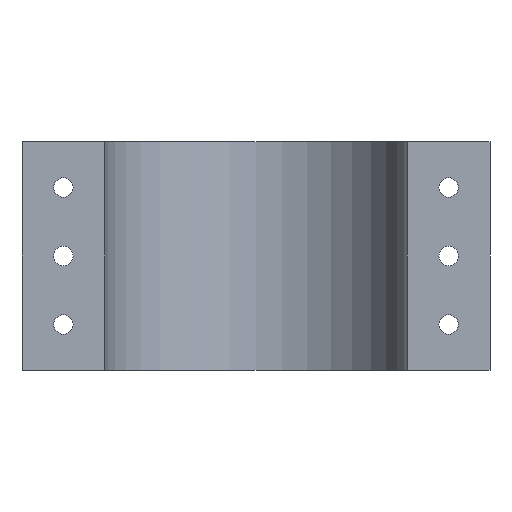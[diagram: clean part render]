
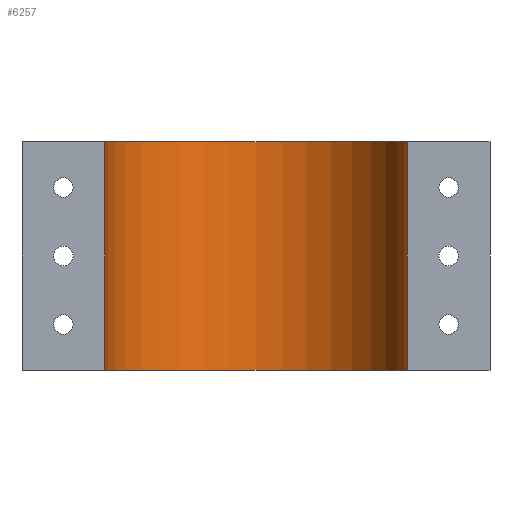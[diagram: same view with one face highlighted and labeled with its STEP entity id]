
A CAD part, left-side view. The second image highlights one B-rep face of the part: STEP entity #6257.
In plain terms, the highlighted cylindrical face has radius 26.5 mm (diameter 53 mm), a partial arc.
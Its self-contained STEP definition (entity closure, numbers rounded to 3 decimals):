
#43 = PLANE('',#44);
#44 = AXIS2_PLACEMENT_3D('',#45,#46,#47);
#45 = CARTESIAN_POINT('',(101.5,40.997,62.));
#46 = DIRECTION('',(-1.,0.,0.));
#47 = DIRECTION('',(0.,1.,0.));
#90 = VERTEX_POINT('',#91);
#91 = CARTESIAN_POINT('',(101.5,26.495,102.));
#105 = PLANE('',#106);
#106 = AXIS2_PLACEMENT_3D('',#107,#108,#109);
#107 = CARTESIAN_POINT('',(101.5,40.997,102.));
#108 = DIRECTION('',(0.,0.,1.));
#109 = DIRECTION('',(1.,0.,0.));
#117 = EDGE_CURVE('',#118,#90,#120,.T.);
#118 = VERTEX_POINT('',#119);
#119 = CARTESIAN_POINT('',(101.5,26.495,62.));
#120 = SURFACE_CURVE('',#121,(#125,#132),.PCURVE_S1.);
#121 = LINE('',#122,#123);
#122 = CARTESIAN_POINT('',(101.5,26.495,62.));
#123 = VECTOR('',#124,1.);
#124 = DIRECTION('',(0.,0.,1.));
#125 = PCURVE('',#43,#126);
#126 = DEFINITIONAL_REPRESENTATION('',(#127),#131);
#127 = LINE('',#128,#129);
#128 = CARTESIAN_POINT('',(-14.502,0.));
#129 = VECTOR('',#130,1.);
#130 = DIRECTION('',(0.,-1.));
#131 = ( GEOMETRIC_REPRESENTATION_CONTEXT(2) 
PARAMETRIC_REPRESENTATION_CONTEXT() REPRESENTATION_CONTEXT('2D SPACE',''
  ) );
#132 = PCURVE('',#133,#138);
#133 = CYLINDRICAL_SURFACE('',#134,26.5);
#134 = AXIS2_PLACEMENT_3D('',#135,#136,#137);
#135 = CARTESIAN_POINT('',(101.,0.,62.));
#136 = DIRECTION('',(0.,0.,-1.));
#137 = DIRECTION('',(-1.,0.,0.));
#138 = DEFINITIONAL_REPRESENTATION('',(#139),#143);
#139 = LINE('',#140,#141);
#140 = CARTESIAN_POINT('',(1.59,0.));
#141 = VECTOR('',#142,1.);
#142 = DIRECTION('',(0.,-1.));
#143 = ( GEOMETRIC_REPRESENTATION_CONTEXT(2) 
PARAMETRIC_REPRESENTATION_CONTEXT() REPRESENTATION_CONTEXT('2D SPACE',''
  ) );
#159 = PLANE('',#160);
#160 = AXIS2_PLACEMENT_3D('',#161,#162,#163);
#161 = CARTESIAN_POINT('',(101.5,40.997,62.));
#162 = DIRECTION('',(0.,0.,1.));
#163 = DIRECTION('',(1.,0.,0.));
#886 = PLANE('',#887);
#887 = AXIS2_PLACEMENT_3D('',#888,#889,#890);
#888 = CARTESIAN_POINT('',(101.5,-40.997,62.));
#889 = DIRECTION('',(1.,0.,0.));
#890 = DIRECTION('',(0.,-1.,0.));
#6149 = VERTEX_POINT('',#6150);
#6150 = CARTESIAN_POINT('',(101.5,-26.495,62.));
#6171 = EDGE_CURVE('',#118,#6149,#6172,.T.);
#6172 = SURFACE_CURVE('',#6173,(#6178,#6189),.PCURVE_S1.);
#6173 = CIRCLE('',#6174,26.5);
#6174 = AXIS2_PLACEMENT_3D('',#6175,#6176,#6177);
#6175 = CARTESIAN_POINT('',(101.,0.,62.));
#6176 = DIRECTION('',(0.,0.,-1.));
#6177 = DIRECTION('',(-1.,0.,0.));
#6178 = PCURVE('',#159,#6179);
#6179 = DEFINITIONAL_REPRESENTATION('',(#6180),#6188);
#6180 = ( BOUNDED_CURVE() B_SPLINE_CURVE(2,(#6181,#6182,#6183,#6184,
#6185,#6186,#6187),.UNSPECIFIED.,.T.,.F.) B_SPLINE_CURVE_WITH_KNOTS((1,2
    ,2,2,2,1),(-2.094,0.,2.094,4.189,
6.283,8.378),.UNSPECIFIED.) CURVE() 
GEOMETRIC_REPRESENTATION_ITEM() RATIONAL_B_SPLINE_CURVE((1.,0.5,1.,0.5,
1.,0.5,1.)) REPRESENTATION_ITEM('') );
#6181 = CARTESIAN_POINT('',(-27.,-40.997));
#6182 = CARTESIAN_POINT('',(-27.,4.902));
#6183 = CARTESIAN_POINT('',(12.75,-18.047));
#6184 = CARTESIAN_POINT('',(52.5,-40.997));
#6185 = CARTESIAN_POINT('',(12.75,-63.947));
#6186 = CARTESIAN_POINT('',(-27.,-86.896));
#6187 = CARTESIAN_POINT('',(-27.,-40.997));
#6188 = ( GEOMETRIC_REPRESENTATION_CONTEXT(2) 
PARAMETRIC_REPRESENTATION_CONTEXT() REPRESENTATION_CONTEXT('2D SPACE',''
  ) );
#6189 = PCURVE('',#133,#6190);
#6190 = DEFINITIONAL_REPRESENTATION('',(#6191),#6195);
#6191 = LINE('',#6192,#6193);
#6192 = CARTESIAN_POINT('',(0.,0.));
#6193 = VECTOR('',#6194,1.);
#6194 = DIRECTION('',(1.,0.));
#6195 = ( GEOMETRIC_REPRESENTATION_CONTEXT(2) 
PARAMETRIC_REPRESENTATION_CONTEXT() REPRESENTATION_CONTEXT('2D SPACE',''
  ) );
#6203 = EDGE_CURVE('',#90,#6204,#6206,.T.);
#6204 = VERTEX_POINT('',#6205);
#6205 = CARTESIAN_POINT('',(101.5,-26.495,102.));
#6206 = SURFACE_CURVE('',#6207,(#6212,#6223),.PCURVE_S1.);
#6207 = CIRCLE('',#6208,26.5);
#6208 = AXIS2_PLACEMENT_3D('',#6209,#6210,#6211);
#6209 = CARTESIAN_POINT('',(101.,0.,102.));
#6210 = DIRECTION('',(0.,0.,-1.));
#6211 = DIRECTION('',(-1.,0.,0.));
#6212 = PCURVE('',#105,#6213);
#6213 = DEFINITIONAL_REPRESENTATION('',(#6214),#6222);
#6214 = ( BOUNDED_CURVE() B_SPLINE_CURVE(2,(#6215,#6216,#6217,#6218,
#6219,#6220,#6221),.UNSPECIFIED.,.T.,.F.) B_SPLINE_CURVE_WITH_KNOTS((1,2
    ,2,2,2,1),(-2.094,0.,2.094,4.189,
6.283,8.378),.UNSPECIFIED.) CURVE() 
GEOMETRIC_REPRESENTATION_ITEM() RATIONAL_B_SPLINE_CURVE((1.,0.5,1.,0.5,
1.,0.5,1.)) REPRESENTATION_ITEM('') );
#6215 = CARTESIAN_POINT('',(-27.,-40.997));
#6216 = CARTESIAN_POINT('',(-27.,4.902));
#6217 = CARTESIAN_POINT('',(12.75,-18.047));
#6218 = CARTESIAN_POINT('',(52.5,-40.997));
#6219 = CARTESIAN_POINT('',(12.75,-63.947));
#6220 = CARTESIAN_POINT('',(-27.,-86.896));
#6221 = CARTESIAN_POINT('',(-27.,-40.997));
#6222 = ( GEOMETRIC_REPRESENTATION_CONTEXT(2) 
PARAMETRIC_REPRESENTATION_CONTEXT() REPRESENTATION_CONTEXT('2D SPACE',''
  ) );
#6223 = PCURVE('',#133,#6224);
#6224 = DEFINITIONAL_REPRESENTATION('',(#6225),#6229);
#6225 = LINE('',#6226,#6227);
#6226 = CARTESIAN_POINT('',(0.,-40.));
#6227 = VECTOR('',#6228,1.);
#6228 = DIRECTION('',(1.,0.));
#6229 = ( GEOMETRIC_REPRESENTATION_CONTEXT(2) 
PARAMETRIC_REPRESENTATION_CONTEXT() REPRESENTATION_CONTEXT('2D SPACE',''
  ) );
#6257 = ADVANCED_FACE('',(#6258),#133,.F.);
#6258 = FACE_BOUND('',#6259,.F.);
#6259 = EDGE_LOOP('',(#6260,#6261,#6262,#6283));
#6260 = ORIENTED_EDGE('',*,*,#117,.T.);
#6261 = ORIENTED_EDGE('',*,*,#6203,.T.);
#6262 = ORIENTED_EDGE('',*,*,#6263,.F.);
#6263 = EDGE_CURVE('',#6149,#6204,#6264,.T.);
#6264 = SURFACE_CURVE('',#6265,(#6269,#6276),.PCURVE_S1.);
#6265 = LINE('',#6266,#6267);
#6266 = CARTESIAN_POINT('',(101.5,-26.495,62.));
#6267 = VECTOR('',#6268,1.);
#6268 = DIRECTION('',(0.,0.,1.));
#6269 = PCURVE('',#133,#6270);
#6270 = DEFINITIONAL_REPRESENTATION('',(#6271),#6275);
#6271 = LINE('',#6272,#6273);
#6272 = CARTESIAN_POINT('',(4.694,0.));
#6273 = VECTOR('',#6274,1.);
#6274 = DIRECTION('',(0.,-1.));
#6275 = ( GEOMETRIC_REPRESENTATION_CONTEXT(2) 
PARAMETRIC_REPRESENTATION_CONTEXT() REPRESENTATION_CONTEXT('2D SPACE',''
  ) );
#6276 = PCURVE('',#886,#6277);
#6277 = DEFINITIONAL_REPRESENTATION('',(#6278),#6282);
#6278 = LINE('',#6279,#6280);
#6279 = CARTESIAN_POINT('',(-14.502,0.));
#6280 = VECTOR('',#6281,1.);
#6281 = DIRECTION('',(0.,-1.));
#6282 = ( GEOMETRIC_REPRESENTATION_CONTEXT(2) 
PARAMETRIC_REPRESENTATION_CONTEXT() REPRESENTATION_CONTEXT('2D SPACE',''
  ) );
#6283 = ORIENTED_EDGE('',*,*,#6171,.F.);
